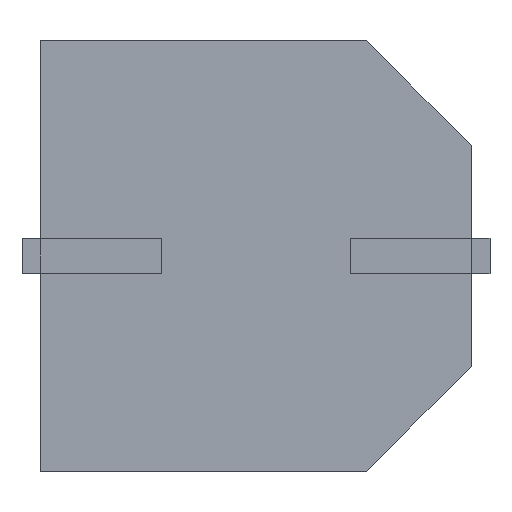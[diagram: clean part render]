
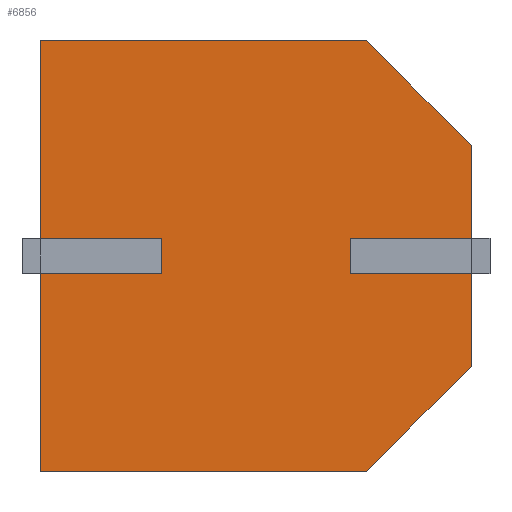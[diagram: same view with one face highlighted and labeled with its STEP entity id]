
A CAD part, front view. The second image highlights one B-rep face of the part: STEP entity #6856.
In plain terms, the highlighted planar face has unit normal (0, -1, 0).
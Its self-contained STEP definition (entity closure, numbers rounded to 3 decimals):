
#162 = CARTESIAN_POINT ( 'NONE',  ( 5.15, -5.91, 2.65 ) ) ;
#267 = ORIENTED_EDGE ( 'NONE', *, *, #9548, .T. ) ;
#277 = DIRECTION ( 'NONE',  ( 0., 0., -1. ) ) ;
#381 = PLANE ( 'NONE',  #15366 ) ;
#408 = EDGE_CURVE ( 'NONE', #10840, #914, #9166, .T. ) ;
#914 = VERTEX_POINT ( 'NONE', #9248 ) ;
#1392 = CARTESIAN_POINT ( 'NONE',  ( 2.65, -5.91, 5.15 ) ) ;
#1711 = LINE ( 'NONE', #1914, #8506 ) ;
#1786 = DIRECTION ( 'NONE',  ( 1., 0., 0. ) ) ;
#1914 = CARTESIAN_POINT ( 'NONE',  ( -5.15, -5.91, 5.15 ) ) ;
#2800 = CARTESIAN_POINT ( 'NONE',  ( -5.15, -5.91, 5.15 ) ) ;
#2910 = VERTEX_POINT ( 'NONE', #2800 ) ;
#3104 = DIRECTION ( 'NONE',  ( 0., -1., 0. ) ) ;
#3318 = DIRECTION ( 'NONE',  ( 0.707, 0., 0.707 ) ) ;
#3761 = VECTOR ( 'NONE', #11614, 1000. ) ;
#3993 = VECTOR ( 'NONE', #13952, 1000. ) ;
#4034 = VERTEX_POINT ( 'NONE', #13005 ) ;
#4208 = ORIENTED_EDGE ( 'NONE', *, *, #11273, .T. ) ;
#4717 = CARTESIAN_POINT ( 'NONE',  ( 5.15, -5.91, -2.65 ) ) ;
#5293 = ORIENTED_EDGE ( 'NONE', *, *, #12083, .T. ) ;
#5413 = LINE ( 'NONE', #8341, #3993 ) ;
#6227 = CARTESIAN_POINT ( 'NONE',  ( -5.15, -5.91, -5.15 ) ) ;
#6321 = CARTESIAN_POINT ( 'NONE',  ( 0., -5.91, 0. ) ) ;
#6425 = VECTOR ( 'NONE', #1786, 1000. ) ;
#6550 = EDGE_LOOP ( 'NONE', ( #11021, #13679, #12942, #5293, #4208, #267 ) ) ;
#6856 = ADVANCED_FACE ( 'NONE', ( #8768 ), #381, .T. ) ;
#7278 = CARTESIAN_POINT ( 'NONE',  ( 2.65, -5.91, -5.15 ) ) ;
#7643 = CARTESIAN_POINT ( 'NONE',  ( -5.15, -5.91, -5.15 ) ) ;
#8341 = CARTESIAN_POINT ( 'NONE',  ( -5.15, -5.91, 5.15 ) ) ;
#8506 = VECTOR ( 'NONE', #9171, 1000. ) ;
#8534 = VECTOR ( 'NONE', #3318, 1000. ) ;
#8768 = FACE_OUTER_BOUND ( 'NONE', #6550, .T. ) ;
#9166 = LINE ( 'NONE', #4717, #8534 ) ;
#9171 = DIRECTION ( 'NONE',  ( -1., 0., 0. ) ) ;
#9248 = CARTESIAN_POINT ( 'NONE',  ( 5.15, -5.91, -2.65 ) ) ;
#9422 = CARTESIAN_POINT ( 'NONE',  ( 2.65, -5.91, 5.15 ) ) ;
#9548 = EDGE_CURVE ( 'NONE', #13163, #2910, #1711, .T. ) ;
#10101 = EDGE_CURVE ( 'NONE', #2910, #13587, #5413, .T. ) ;
#10406 = EDGE_CURVE ( 'NONE', #13587, #10840, #14105, .T. ) ;
#10840 = VERTEX_POINT ( 'NONE', #7278 ) ;
#11021 = ORIENTED_EDGE ( 'NONE', *, *, #10101, .T. ) ;
#11273 = EDGE_CURVE ( 'NONE', #4034, #13163, #17083, .T. ) ;
#11614 = DIRECTION ( 'NONE',  ( 0., 0., 1. ) ) ;
#12083 = EDGE_CURVE ( 'NONE', #914, #4034, #13028, .T. ) ;
#12942 = ORIENTED_EDGE ( 'NONE', *, *, #408, .T. ) ;
#13005 = CARTESIAN_POINT ( 'NONE',  ( 5.15, -5.91, 2.65 ) ) ;
#13028 = LINE ( 'NONE', #162, #3761 ) ;
#13163 = VERTEX_POINT ( 'NONE', #9422 ) ;
#13587 = VERTEX_POINT ( 'NONE', #7643 ) ;
#13679 = ORIENTED_EDGE ( 'NONE', *, *, #10406, .T. ) ;
#13952 = DIRECTION ( 'NONE',  ( 0., 0., -1. ) ) ;
#14105 = LINE ( 'NONE', #6227, #6425 ) ;
#15366 = AXIS2_PLACEMENT_3D ( 'NONE', #6321, #3104, #277 ) ;
#15445 = VECTOR ( 'NONE', #15762, 1000. ) ;
#15762 = DIRECTION ( 'NONE',  ( -0.707, 0., 0.707 ) ) ;
#17083 = LINE ( 'NONE', #1392, #15445 ) ;
